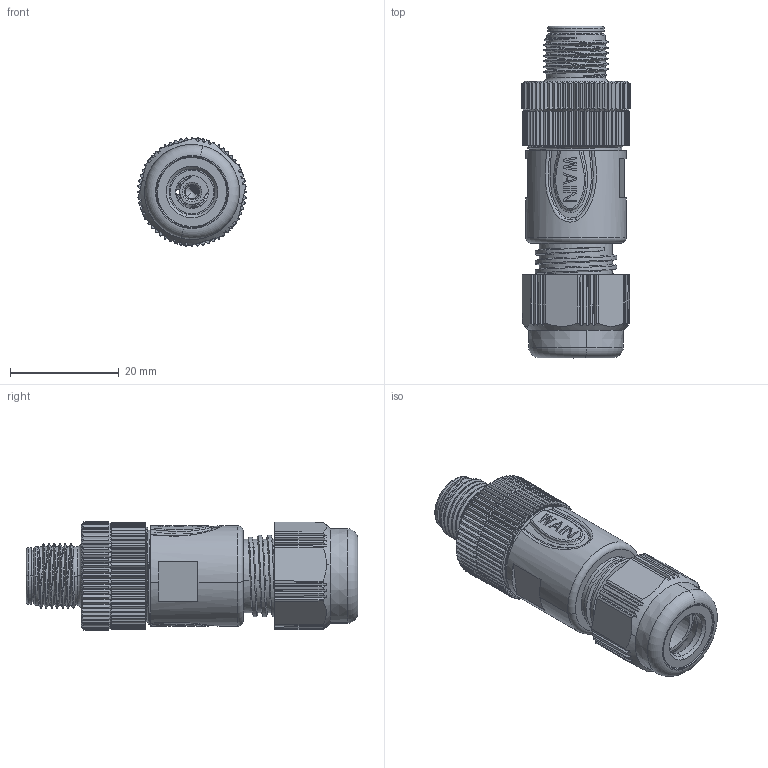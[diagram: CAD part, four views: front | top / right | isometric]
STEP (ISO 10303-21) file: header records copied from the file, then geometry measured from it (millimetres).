
FILE_DESCRIPTION((''),'2;1');
FILE_NAME('3D_1630034113002_M12-M03A-T-D8_','2017-06-23T',('y.wang'),(''),'PRO/ENGINEER BY PARAMETRIC TECHNOLOGY CORPORATION, 2012480','PRO/ENGINEER BY PARAMETRIC TECHNOLOGY CORPORATION, 2012480','');
FILE_SCHEMA(('CONFIG_CONTROL_DESIGN'));
Products named in the file (1): 3D_1630034113002_M12-M03A-T-D8_
Bounding box: 20 x 61 x 20 mm (x, y, z)
Volume: 9436.9 mm3; surface area: 303869.3 mm2
Topology: 1 solids, 1 shells, 1894 faces, 5501 edges, 3619 vertices
Faces by surface type: plane 758, cylinder 518, cone 282, bspline 152, torus 112, extrusion 66, sphere 6
Entity records: 99448 total; most frequent: CARTESIAN_POINT 52286, ORIENTED_EDGE 10970, DIRECTION 8470, EDGE_CURVE 5485, VERTEX_POINT 3619, AXIS2_PLACEMENT_3D 3185, VECTOR 2100, LINE 2034
